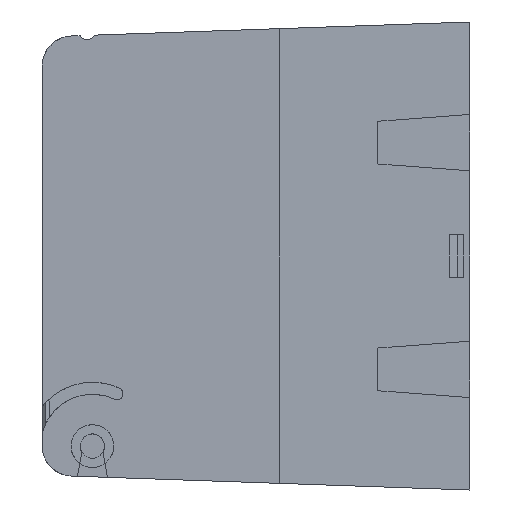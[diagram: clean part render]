
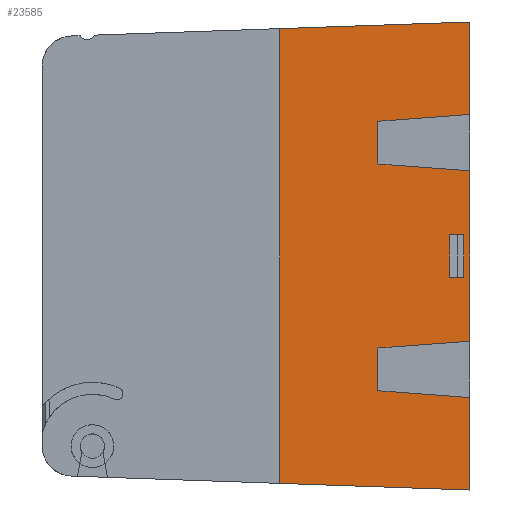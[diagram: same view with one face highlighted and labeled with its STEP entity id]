
A CAD part, left-side view. The second image highlights one B-rep face of the part: STEP entity #23585.
In plain terms, the highlighted planar face has unit normal (-1, 0, 0).
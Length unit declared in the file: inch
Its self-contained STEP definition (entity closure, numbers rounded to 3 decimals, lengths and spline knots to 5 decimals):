
#104 = VECTOR ( 'NONE', #20800, 39.37008 ) ;
#324 = VERTEX_POINT ( 'NONE', #10469 ) ;
#373 = VERTEX_POINT ( 'NONE', #8328 ) ;
#424 = VERTEX_POINT ( 'NONE', #6381 ) ;
#526 = VERTEX_POINT ( 'NONE', #5665 ) ;
#1025 = VERTEX_POINT ( 'NONE', #14893 ) ;
#1127 = VERTEX_POINT ( 'NONE', #2892 ) ;
#1156 = LINE ( 'NONE', #25295, #7117 ) ;
#1718 = VERTEX_POINT ( 'NONE', #8844 ) ;
#1725 = CARTESIAN_POINT ( 'NONE',  ( -0.465, 0., 0.56 ) ) ;
#2643 = EDGE_LOOP ( 'NONE', ( #18147, #4982, #6802, #8290 ) ) ;
#2892 = CARTESIAN_POINT ( 'NONE',  ( -0.465, 0., -0.56 ) ) ;
#4043 = DIRECTION ( 'NONE',  ( 0., -1., 0. ) ) ;
#4172 = LINE ( 'NONE', #20322, #19977 ) ;
#4579 = DIRECTION ( 'NONE',  ( 0., -0.997, 0.074 ) ) ;
#4809 = LINE ( 'NONE', #18557, #29545 ) ;
#4814 = EDGE_LOOP ( 'NONE', ( #27671, #25365, #11903, #10594, #13264, #19968, #9123, #5132, #6384, #8475, #18266, #17772 ) ) ;
#4982 = ORIENTED_EDGE ( 'NONE', *, *, #19826, .F. ) ;
#5132 = ORIENTED_EDGE ( 'NONE', *, *, #22263, .F. ) ;
#5205 = DIRECTION ( 'NONE',  ( 0., 0., 1. ) ) ;
#5363 = LINE ( 'NONE', #26408, #28865 ) ;
#5429 = CARTESIAN_POINT ( 'NONE',  ( -0.465, 0.133, 0.14 ) ) ;
#5665 = CARTESIAN_POINT ( 'NONE',  ( -0.465, 0.604, 0.60477 ) ) ;
#6096 = DIRECTION ( 'NONE',  ( 0., -0.997, -0.074 ) ) ;
#6381 = CARTESIAN_POINT ( 'NONE',  ( -0.465, 0., 1.53756 ) ) ;
#6384 = ORIENTED_EDGE ( 'NONE', *, *, #21993, .F. ) ;
#6607 = VECTOR ( 'NONE', #6615, 39.37008 ) ;
#6615 = DIRECTION ( 'NONE',  ( 0., -0.997, 0.074 ) ) ;
#6677 = LINE ( 'NONE', #20735, #6607 ) ;
#6802 = ORIENTED_EDGE ( 'NONE', *, *, #19087, .T. ) ;
#6985 = VECTOR ( 'NONE', #21480, 39.37008 ) ;
#7117 = VECTOR ( 'NONE', #29980, 39.37008 ) ;
#7123 = CARTESIAN_POINT ( 'NONE',  ( -0.465, 1.1485, 1.49745 ) ) ;
#7403 = CARTESIAN_POINT ( 'NONE',  ( -0.465, 0.04, -0.14 ) ) ;
#7647 = CARTESIAN_POINT ( 'NONE',  ( -0.465, 0.604, -0.56 ) ) ;
#7982 = FACE_OUTER_BOUND ( 'NONE', #4814, .T. ) ;
#8290 = ORIENTED_EDGE ( 'NONE', *, *, #18802, .T. ) ;
#8328 = CARTESIAN_POINT ( 'NONE',  ( -0.465, 0.604, -0.88523 ) ) ;
#8475 = ORIENTED_EDGE ( 'NONE', *, *, #21630, .F. ) ;
#8844 = CARTESIAN_POINT ( 'NONE',  ( -0.465, 0.604, -0.60477 ) ) ;
#9123 = ORIENTED_EDGE ( 'NONE', *, *, #22621, .T. ) ;
#9514 = CARTESIAN_POINT ( 'NONE',  ( -0.465, 0.133, -0.14 ) ) ;
#9855 = FACE_BOUND ( 'NONE', #2643, .T. ) ;
#10297 = DIRECTION ( 'NONE',  ( -1., 0., 0. ) ) ;
#10469 = CARTESIAN_POINT ( 'NONE',  ( -0.465, 0.604, 0.88523 ) ) ;
#10541 = LINE ( 'NONE', #24235, #11935 ) ;
#10594 = ORIENTED_EDGE ( 'NONE', *, *, #23766, .T. ) ;
#10644 = LINE ( 'NONE', #9514, #6985 ) ;
#11373 = CARTESIAN_POINT ( 'NONE',  ( -0.465, 0.51262, 0.59799 ) ) ;
#11903 = ORIENTED_EDGE ( 'NONE', *, *, #24174, .F. ) ;
#11935 = VECTOR ( 'NONE', #12485, 39.37008 ) ;
#12096 = DIRECTION ( 'NONE',  ( 0., 0., -1. ) ) ;
#12205 = DIRECTION ( 'NONE',  ( 0., 0., 1. ) ) ;
#12485 = DIRECTION ( 'NONE',  ( 0., 0., -1. ) ) ;
#13264 = ORIENTED_EDGE ( 'NONE', *, *, #23432, .T. ) ;
#14140 = DIRECTION ( 'NONE',  ( 0., 0., 1. ) ) ;
#14596 = DIRECTION ( 'NONE',  ( 0., -1., 0. ) ) ;
#14893 = CARTESIAN_POINT ( 'NONE',  ( -0.465, 0., -1.53756 ) ) ;
#14919 = CARTESIAN_POINT ( 'NONE',  ( -0.465, 0., 0.93 ) ) ;
#14960 = LINE ( 'NONE', #23010, #23605 ) ;
#15709 = CARTESIAN_POINT ( 'NONE',  ( -0.465, 0.133, 0.14 ) ) ;
#17246 = LINE ( 'NONE', #26209, #17313 ) ;
#17313 = VECTOR ( 'NONE', #12096, 39.37008 ) ;
#17772 = ORIENTED_EDGE ( 'NONE', *, *, #20627, .T. ) ;
#17820 = CARTESIAN_POINT ( 'NONE',  ( -0.465, 0.133, -0.14 ) ) ;
#18021 = VERTEX_POINT ( 'NONE', #1725 ) ;
#18147 = ORIENTED_EDGE ( 'NONE', *, *, #20231, .F. ) ;
#18266 = ORIENTED_EDGE ( 'NONE', *, *, #20817, .F. ) ;
#18557 = CARTESIAN_POINT ( 'NONE',  ( -0.465, 0., 0.93 ) ) ;
#18802 = EDGE_CURVE ( 'NONE', #28090, #28749, #22358, .T. ) ;
#19087 = EDGE_CURVE ( 'NONE', #28981, #28090, #10644, .T. ) ;
#19826 = EDGE_CURVE ( 'NONE', #28981, #29472, #22437, .T. ) ;
#19968 = ORIENTED_EDGE ( 'NONE', *, *, #22985, .F. ) ;
#19977 = VECTOR ( 'NONE', #6096, 39.37008 ) ;
#20231 = EDGE_CURVE ( 'NONE', #29472, #28749, #5363, .T. ) ;
#20322 = CARTESIAN_POINT ( 'NONE',  ( -0.465, 0.62245, -0.88387 ) ) ;
#20627 = EDGE_CURVE ( 'NONE', #373, #1718, #24875, .T. ) ;
#20735 = CARTESIAN_POINT ( 'NONE',  ( -0.465, 0., -0.56 ) ) ;
#20800 = DIRECTION ( 'NONE',  ( 0., 0.999, 0.035 ) ) ;
#20817 = EDGE_CURVE ( 'NONE', #373, #29615, #4172, .T. ) ;
#20952 = AXIS2_PLACEMENT_3D ( 'NONE', #24400, #10297, #26754 ) ;
#21176 = CARTESIAN_POINT ( 'NONE',  ( -0.465, 1.25, -0.5 ) ) ;
#21480 = DIRECTION ( 'NONE',  ( 0., 0., 1. ) ) ;
#21630 = EDGE_CURVE ( 'NONE', #29615, #1025, #10541, .T. ) ;
#21980 = VECTOR ( 'NONE', #4043, 39.37008 ) ;
#21993 = EDGE_CURVE ( 'NONE', #1025, #23455, #26365, .T. ) ;
#22080 = VECTOR ( 'NONE', #14596, 39.37008 ) ;
#22135 = VECTOR ( 'NONE', #27831, 39.37008 ) ;
#22263 = EDGE_CURVE ( 'NONE', #23455, #29525, #26988, .T. ) ;
#22358 = LINE ( 'NONE', #15709, #21980 ) ;
#22437 = LINE ( 'NONE', #28630, #22080 ) ;
#22553 = VECTOR ( 'NONE', #25948, 39.37008 ) ;
#22621 = EDGE_CURVE ( 'NONE', #424, #29525, #22792, .T. ) ;
#22779 = LINE ( 'NONE', #11373, #22135 ) ;
#22792 = LINE ( 'NONE', #7123, #22553 ) ;
#22909 = DIRECTION ( 'NONE',  ( 0., 0., -1. ) ) ;
#22985 = EDGE_CURVE ( 'NONE', #424, #29664, #17246, .T. ) ;
#23010 = CARTESIAN_POINT ( 'NONE',  ( -0.465, 0., 1.4375 ) ) ;
#23165 = CARTESIAN_POINT ( 'NONE',  ( -0.465, 1.1485, -1.49745 ) ) ;
#23432 = EDGE_CURVE ( 'NONE', #324, #29664, #4809, .T. ) ;
#23455 = VERTEX_POINT ( 'NONE', #25943 ) ;
#23585 = ADVANCED_FACE ( 'NONE', ( #7982, #9855 ), #24304, .T. ) ;
#23605 = VECTOR ( 'NONE', #22909, 39.37008 ) ;
#23766 = EDGE_CURVE ( 'NONE', #526, #324, #1156, .T. ) ;
#23871 = CARTESIAN_POINT ( 'NONE',  ( -0.465, 1.25, 1.49391 ) ) ;
#24073 = CARTESIAN_POINT ( 'NONE',  ( -0.465, 0., -0.93 ) ) ;
#24174 = EDGE_CURVE ( 'NONE', #526, #18021, #22779, .T. ) ;
#24235 = CARTESIAN_POINT ( 'NONE',  ( -0.465, 0., 1.4375 ) ) ;
#24304 = PLANE ( 'NONE',  #20952 ) ;
#24400 = CARTESIAN_POINT ( 'NONE',  ( -0.465, 0.594, -0.5 ) ) ;
#24539 = EDGE_CURVE ( 'NONE', #18021, #1127, #14960, .T. ) ;
#24875 = LINE ( 'NONE', #7647, #26331 ) ;
#25116 = EDGE_CURVE ( 'NONE', #1718, #1127, #6677, .T. ) ;
#25295 = CARTESIAN_POINT ( 'NONE',  ( -0.465, 0.604, 0.56 ) ) ;
#25365 = ORIENTED_EDGE ( 'NONE', *, *, #24539, .F. ) ;
#25943 = CARTESIAN_POINT ( 'NONE',  ( -0.465, 1.25, -1.49391 ) ) ;
#25948 = DIRECTION ( 'NONE',  ( 0., 0.999, -0.035 ) ) ;
#26209 = CARTESIAN_POINT ( 'NONE',  ( -0.465, 0., 1.4375 ) ) ;
#26331 = VECTOR ( 'NONE', #5205, 39.37008 ) ;
#26365 = LINE ( 'NONE', #23165, #104 ) ;
#26408 = CARTESIAN_POINT ( 'NONE',  ( -0.465, 0.04, -0.14 ) ) ;
#26754 = DIRECTION ( 'NONE',  ( 0., 0., 1. ) ) ;
#26787 = VECTOR ( 'NONE', #14140, 39.37008 ) ;
#26988 = LINE ( 'NONE', #21176, #26787 ) ;
#27671 = ORIENTED_EDGE ( 'NONE', *, *, #25116, .T. ) ;
#27831 = DIRECTION ( 'NONE',  ( 0., -0.997, -0.074 ) ) ;
#28090 = VERTEX_POINT ( 'NONE', #5429 ) ;
#28630 = CARTESIAN_POINT ( 'NONE',  ( -0.465, 0.133, -0.14 ) ) ;
#28749 = VERTEX_POINT ( 'NONE', #28973 ) ;
#28865 = VECTOR ( 'NONE', #12205, 39.37008 ) ;
#28973 = CARTESIAN_POINT ( 'NONE',  ( -0.465, 0.04, 0.14 ) ) ;
#28981 = VERTEX_POINT ( 'NONE', #17820 ) ;
#29472 = VERTEX_POINT ( 'NONE', #7403 ) ;
#29525 = VERTEX_POINT ( 'NONE', #23871 ) ;
#29545 = VECTOR ( 'NONE', #4579, 39.37008 ) ;
#29615 = VERTEX_POINT ( 'NONE', #24073 ) ;
#29664 = VERTEX_POINT ( 'NONE', #14919 ) ;
#29980 = DIRECTION ( 'NONE',  ( 0., 0., 1. ) ) ;
